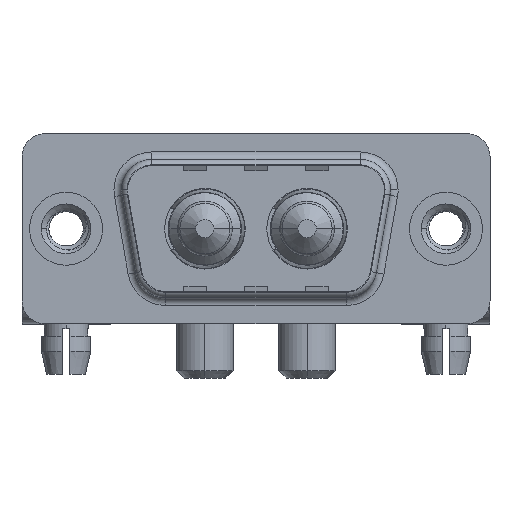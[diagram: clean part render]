
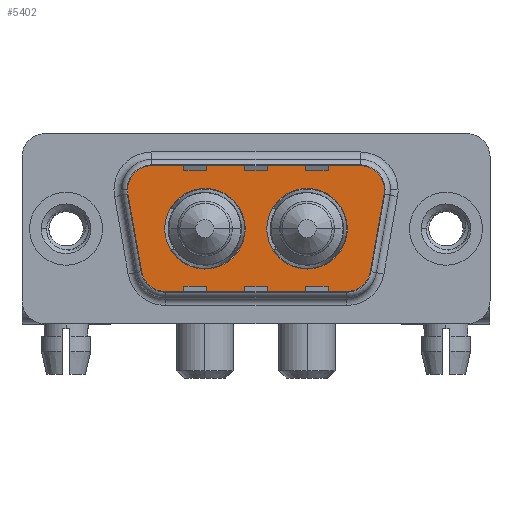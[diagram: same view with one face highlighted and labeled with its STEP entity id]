
A CAD part, top view. The second image highlights one B-rep face of the part: STEP entity #5402.
In plain terms, the highlighted planar face has unit normal (0, 0, 1).
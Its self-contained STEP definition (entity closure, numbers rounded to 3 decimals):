
#97 = CARTESIAN_POINT ( 'NONE',  ( 11.79, 0., 0. ) ) ;
#313 = DIRECTION ( 'NONE',  ( 0.174, -0.985, 0. ) ) ;
#539 = CARTESIAN_POINT ( 'NONE',  ( 5.436, 2.9, 0. ) ) ;
#615 = CARTESIAN_POINT ( 'NONE',  ( 5.436, 4.9, 0. ) ) ;
#630 = DIRECTION ( 'NONE',  ( 1., 0., 0. ) ) ;
#746 = CARTESIAN_POINT ( 'NONE',  ( 3.466, 2.553, 0. ) ) ;
#807 = CIRCLE ( 'NONE', #1939, 2.65 ) ;
#837 = ORIENTED_EDGE ( 'NONE', *, *, #1999, .T. ) ;
#851 = EDGE_CURVE ( 'NONE', #9835, #10379, #10226, .T. ) ;
#858 = EDGE_CURVE ( 'NONE', #10379, #9835, #9530, .T. ) ;
#944 = DIRECTION ( 'NONE',  ( 0., 0., 1. ) ) ;
#1152 = AXIS2_PLACEMENT_3D ( 'NONE', #7817, #8801, #13136 ) ;
#1261 = VERTEX_POINT ( 'NONE', #5590 ) ;
#1273 = DIRECTION ( 'NONE',  ( 1., 0., 0. ) ) ;
#1313 = CARTESIAN_POINT ( 'NONE',  ( 9.14, 0., 0. ) ) ;
#1346 = CARTESIAN_POINT ( 'NONE',  ( 20.511, -3.247, 0. ) ) ;
#1461 = CARTESIAN_POINT ( 'NONE',  ( 5.436, 4.9, 0. ) ) ;
#1572 = LINE ( 'NONE', #2440, #13124 ) ;
#1821 = CARTESIAN_POINT ( 'NONE',  ( 18.51, 0., 0. ) ) ;
#1847 = VERTEX_POINT ( 'NONE', #12193 ) ;
#1939 = AXIS2_PLACEMENT_3D ( 'NONE', #3848, #13522, #630 ) ;
#1999 = EDGE_CURVE ( 'NONE', #5930, #6677, #5392, .T. ) ;
#2149 = CARTESIAN_POINT ( 'NONE',  ( 6.459, -4.9, 0. ) ) ;
#2440 = CARTESIAN_POINT ( 'NONE',  ( 3.466, 2.553, 0. ) ) ;
#2459 = CARTESIAN_POINT ( 'NONE',  ( 9.14, 0., 0. ) ) ;
#2902 = DIRECTION ( 'NONE',  ( 1., 0., 0. ) ) ;
#2929 = EDGE_LOOP ( 'NONE', ( #12711, #5152 ) ) ;
#3003 = ORIENTED_EDGE ( 'NONE', *, *, #6248, .T. ) ;
#3272 = AXIS2_PLACEMENT_3D ( 'NONE', #8637, #11125, #7574 ) ;
#3765 = DIRECTION ( 'NONE',  ( 0., 0., 1. ) ) ;
#3823 = EDGE_LOOP ( 'NONE', ( #6468, #5286, #3003, #10368, #13482, #9772, #5418, #13025, #837 ) ) ;
#3848 = CARTESIAN_POINT ( 'NONE',  ( 15.86, 0., 0. ) ) ;
#4047 = VERTEX_POINT ( 'NONE', #1461 ) ;
#4143 = AXIS2_PLACEMENT_3D ( 'NONE', #2459, #13095, #6660 ) ;
#4221 = AXIS2_PLACEMENT_3D ( 'NONE', #12453, #13649, #6231 ) ;
#4665 = VERTEX_POINT ( 'NONE', #13768 ) ;
#4752 = VERTEX_POINT ( 'NONE', #1346 ) ;
#4836 = CIRCLE ( 'NONE', #3272, 2. ) ;
#4935 = EDGE_CURVE ( 'NONE', #6677, #4752, #10745, .T. ) ;
#5152 = ORIENTED_EDGE ( 'NONE', *, *, #851, .F. ) ;
#5212 = AXIS2_PLACEMENT_3D ( 'NONE', #539, #3765, #5876 ) ;
#5286 = ORIENTED_EDGE ( 'NONE', *, *, #5870, .T. ) ;
#5392 = LINE ( 'NONE', #13675, #5849 ) ;
#5402 = ADVANCED_FACE ( 'NONE', ( #8122, #11605, #10537 ), #6087, .T. ) ;
#5418 = ORIENTED_EDGE ( 'NONE', *, *, #13412, .T. ) ;
#5431 = AXIS2_PLACEMENT_3D ( 'NONE', #9332, #944, #9537 ) ;
#5590 = CARTESIAN_POINT ( 'NONE',  ( 21.534, 2.553, 0. ) ) ;
#5849 = VECTOR ( 'NONE', #8357, 1000. ) ;
#5870 = EDGE_CURVE ( 'NONE', #4752, #1261, #13429, .T. ) ;
#5876 = DIRECTION ( 'NONE',  ( 1., 0., 0. ) ) ;
#5930 = VERTEX_POINT ( 'NONE', #2149 ) ;
#6087 = PLANE ( 'NONE',  #4221 ) ;
#6177 = CIRCLE ( 'NONE', #7740, 2.65 ) ;
#6231 = DIRECTION ( 'NONE',  ( 1., 0., 0. ) ) ;
#6248 = EDGE_CURVE ( 'NONE', #1261, #1847, #7434, .T. ) ;
#6293 = VERTEX_POINT ( 'NONE', #11367 ) ;
#6468 = ORIENTED_EDGE ( 'NONE', *, *, #4935, .T. ) ;
#6660 = DIRECTION ( 'NONE',  ( 1., 0., 0. ) ) ;
#6677 = VERTEX_POINT ( 'NONE', #10925 ) ;
#7057 = CARTESIAN_POINT ( 'NONE',  ( 21.534, 2.553, 0. ) ) ;
#7173 = EDGE_LOOP ( 'NONE', ( #10155, #11892 ) ) ;
#7186 = CARTESIAN_POINT ( 'NONE',  ( 19.564, 4.9, 0. ) ) ;
#7434 = CIRCLE ( 'NONE', #1152, 2. ) ;
#7574 = DIRECTION ( 'NONE',  ( -1., 0., 0. ) ) ;
#7740 = AXIS2_PLACEMENT_3D ( 'NONE', #13126, #8725, #1273 ) ;
#7794 = AXIS2_PLACEMENT_3D ( 'NONE', #10298, #8025, #2902 ) ;
#7817 = CARTESIAN_POINT ( 'NONE',  ( 19.564, 2.9, 0. ) ) ;
#8025 = DIRECTION ( 'NONE',  ( 0., 0., 1. ) ) ;
#8041 = DIRECTION ( 'NONE',  ( 0.174, 0.985, 0. ) ) ;
#8122 = FACE_BOUND ( 'NONE', #7173, .T. ) ;
#8126 = CIRCLE ( 'NONE', #5431, 2. ) ;
#8357 = DIRECTION ( 'NONE',  ( 1., 0., 0. ) ) ;
#8637 = CARTESIAN_POINT ( 'NONE',  ( 19.564, 2.9, 0. ) ) ;
#8725 = DIRECTION ( 'NONE',  ( 0., 0., 1. ) ) ;
#8801 = DIRECTION ( 'NONE',  ( 0., 0., 1. ) ) ;
#9320 = EDGE_CURVE ( 'NONE', #9915, #6293, #6177, .T. ) ;
#9332 = CARTESIAN_POINT ( 'NONE',  ( 6.459, -2.9, 0. ) ) ;
#9518 = LINE ( 'NONE', #615, #12733 ) ;
#9530 = CIRCLE ( 'NONE', #12485, 2.65 ) ;
#9537 = DIRECTION ( 'NONE',  ( -1., 0., 0. ) ) ;
#9685 = DIRECTION ( 'NONE',  ( 1., 0., 0. ) ) ;
#9703 = CIRCLE ( 'NONE', #5212, 2. ) ;
#9772 = ORIENTED_EDGE ( 'NONE', *, *, #12868, .T. ) ;
#9835 = VERTEX_POINT ( 'NONE', #9988 ) ;
#9867 = EDGE_CURVE ( 'NONE', #1847, #13600, #4836, .T. ) ;
#9915 = VERTEX_POINT ( 'NONE', #1821 ) ;
#9988 = CARTESIAN_POINT ( 'NONE',  ( 6.49, 0., 0. ) ) ;
#9994 = EDGE_CURVE ( 'NONE', #6293, #9915, #807, .T. ) ;
#10155 = ORIENTED_EDGE ( 'NONE', *, *, #9320, .F. ) ;
#10226 = CIRCLE ( 'NONE', #4143, 2.65 ) ;
#10298 = CARTESIAN_POINT ( 'NONE',  ( 18.541, -2.9, 0. ) ) ;
#10368 = ORIENTED_EDGE ( 'NONE', *, *, #9867, .T. ) ;
#10379 = VERTEX_POINT ( 'NONE', #97 ) ;
#10537 = FACE_OUTER_BOUND ( 'NONE', #3823, .T. ) ;
#10745 = CIRCLE ( 'NONE', #7794, 2. ) ;
#10925 = CARTESIAN_POINT ( 'NONE',  ( 18.541, -4.9, 0. ) ) ;
#11063 = VECTOR ( 'NONE', #8041, 1000. ) ;
#11125 = DIRECTION ( 'NONE',  ( 0., 0., 1. ) ) ;
#11205 = EDGE_CURVE ( 'NONE', #13600, #4047, #9518, .T. ) ;
#11367 = CARTESIAN_POINT ( 'NONE',  ( 13.21, 0., 0. ) ) ;
#11383 = VERTEX_POINT ( 'NONE', #746 ) ;
#11605 = FACE_BOUND ( 'NONE', #2929, .T. ) ;
#11891 = DIRECTION ( 'NONE',  ( 0., 0., 1. ) ) ;
#11892 = ORIENTED_EDGE ( 'NONE', *, *, #9994, .F. ) ;
#12193 = CARTESIAN_POINT ( 'NONE',  ( 21.564, 2.9, 0. ) ) ;
#12453 = CARTESIAN_POINT ( 'NONE',  ( 18.541, -2.9, 0. ) ) ;
#12485 = AXIS2_PLACEMENT_3D ( 'NONE', #1313, #11891, #9685 ) ;
#12711 = ORIENTED_EDGE ( 'NONE', *, *, #858, .F. ) ;
#12733 = VECTOR ( 'NONE', #12786, 1000. ) ;
#12786 = DIRECTION ( 'NONE',  ( -1., 0., 0. ) ) ;
#12868 = EDGE_CURVE ( 'NONE', #4047, #11383, #9703, .T. ) ;
#13025 = ORIENTED_EDGE ( 'NONE', *, *, #13150, .T. ) ;
#13095 = DIRECTION ( 'NONE',  ( 0., 0., 1. ) ) ;
#13124 = VECTOR ( 'NONE', #313, 1000. ) ;
#13126 = CARTESIAN_POINT ( 'NONE',  ( 15.86, 0., 0. ) ) ;
#13136 = DIRECTION ( 'NONE',  ( -1., 0., 0. ) ) ;
#13150 = EDGE_CURVE ( 'NONE', #4665, #5930, #8126, .T. ) ;
#13412 = EDGE_CURVE ( 'NONE', #11383, #4665, #1572, .T. ) ;
#13429 = LINE ( 'NONE', #7057, #11063 ) ;
#13482 = ORIENTED_EDGE ( 'NONE', *, *, #11205, .T. ) ;
#13522 = DIRECTION ( 'NONE',  ( 0., 0., 1. ) ) ;
#13600 = VERTEX_POINT ( 'NONE', #7186 ) ;
#13649 = DIRECTION ( 'NONE',  ( 0., 0., 1. ) ) ;
#13675 = CARTESIAN_POINT ( 'NONE',  ( 6.459, -4.9, 0. ) ) ;
#13768 = CARTESIAN_POINT ( 'NONE',  ( 4.489, -3.247, 0. ) ) ;
